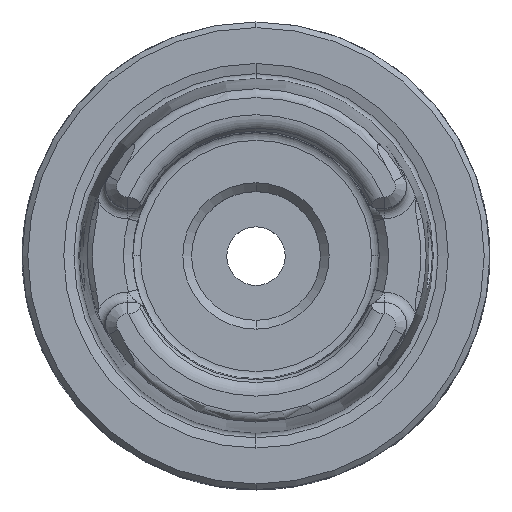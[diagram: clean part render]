
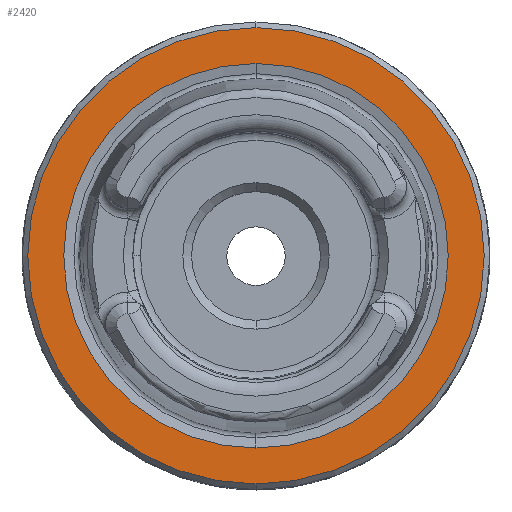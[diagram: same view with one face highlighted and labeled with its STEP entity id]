
A CAD part, top view. The second image highlights one B-rep face of the part: STEP entity #2420.
In plain terms, the highlighted planar face has unit normal (0, 0, 1).
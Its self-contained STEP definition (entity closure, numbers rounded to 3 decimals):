
#1916=EDGE_CURVE('NONE',#3592,#4114,#4876,.T.);
#2420=ADVANCED_FACE('NONE',(#5438,#5439),#5440,.F.);
#2822=VERTEX_POINT('NONE',#5878);
#3242=EDGE_CURVE('NONE',#2822,#3484,#6337,.F.);
#3420=EDGE_CURVE('NONE',#4114,#3592,#6528,.T.);
#3484=VERTEX_POINT('NONE',#6597);
#3592=VERTEX_POINT('NONE',#6711);
#3684=EDGE_CURVE('NONE',#3484,#2822,#6809,.T.);
#4114=VERTEX_POINT('NONE',#7289);
#4876=CIRCLE('',#8816,19.495);
#5438=FACE_OUTER_BOUND('',#10274,.T.);
#5439=FACE_BOUND('',#10275,.T.);
#5440=PLANE('',#10276);
#5878=CARTESIAN_POINT('',(0.0,16.426,0.));
#6337=CIRCLE('',#12786,16.426);
#6528=CIRCLE('',#13273,19.495);
#6597=CARTESIAN_POINT('',(0.,-16.426,0.));
#6711=CARTESIAN_POINT('',(0.,19.495,0.));
#6809=CIRCLE('',#13851,16.426);
#7289=CARTESIAN_POINT('',(0.0,-19.495,0.));
#8816=AXIS2_PLACEMENT_3D('',#16498,#16499,#16500);
#10274=EDGE_LOOP('',(#17200,#17201));
#10275=EDGE_LOOP('',(#17202,#17203));
#10276=AXIS2_PLACEMENT_3D('',#17204,#17205,#17206);
#12786=AXIS2_PLACEMENT_3D('',#18202,#18203,#18204);
#13273=AXIS2_PLACEMENT_3D('',#18387,#18388,#18389);
#13851=AXIS2_PLACEMENT_3D('',#18667,#18668,#18669);
#16498=CARTESIAN_POINT('',(0.0,0.,0.));
#16499=DIRECTION('',(0.0,0.0,1.0));
#16500=DIRECTION('',(0.0,-1.0,0.0));
#17200=ORIENTED_EDGE('',*,*,#3420,.T.);
#17201=ORIENTED_EDGE('',*,*,#1916,.T.);
#17202=ORIENTED_EDGE('',*,*,#3242,.F.);
#17203=ORIENTED_EDGE('',*,*,#3684,.F.);
#17204=CARTESIAN_POINT('',(0.0,-15.679,0.));
#17205=DIRECTION('',(0.0,0.0,-1.0));
#17206=DIRECTION('',(0.0,-1.0,0.0));
#18202=CARTESIAN_POINT('',(0.0,0.,0.));
#18203=DIRECTION('',(0.0,0.0,-1.0));
#18204=DIRECTION('',(0.0,1.0,0.0));
#18387=CARTESIAN_POINT('',(0.0,0.,0.));
#18388=DIRECTION('',(0.0,0.0,1.0));
#18389=DIRECTION('',(0.0,-1.0,0.0));
#18667=CARTESIAN_POINT('',(0.0,0.,0.));
#18668=DIRECTION('',(0.0,-0.0,1.0));
#18669=DIRECTION('',(0.0,1.0,0.0));
